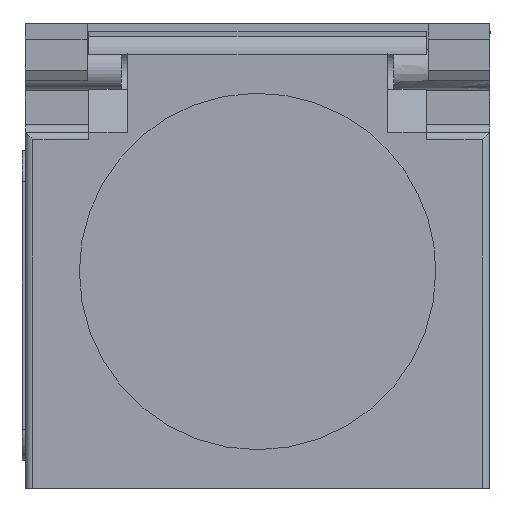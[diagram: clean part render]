
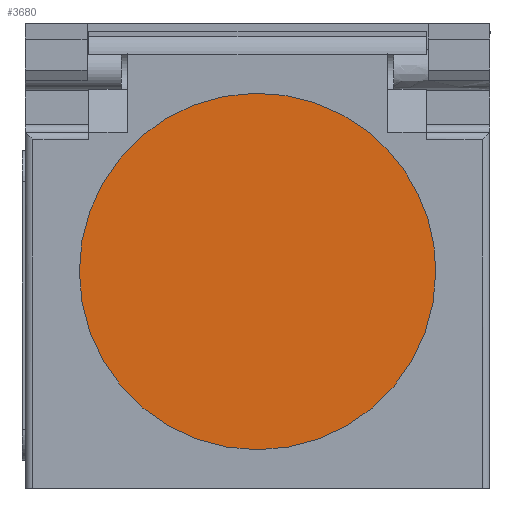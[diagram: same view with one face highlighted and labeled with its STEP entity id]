
A CAD part, front view. The second image highlights one B-rep face of the part: STEP entity #3680.
In plain terms, the highlighted planar face has unit normal (0, -1, 0).
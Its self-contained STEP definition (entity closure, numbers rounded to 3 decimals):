
#1775=CARTESIAN_POINT('',(26.502,0.,14.));
#1776=VERTEX_POINT('',#1775);
#1785=CARTESIAN_POINT('',(3.498,0.,14.));
#1786=VERTEX_POINT('',#1785);
#1787=CARTESIAN_POINT('',(15.0,0.,14.));
#1788=DIRECTION('',(0.0,-1.0,0.0));
#1789=DIRECTION('',(1.0,0.0,0.0));
#1790=AXIS2_PLACEMENT_3D('',#1787,#1788,#1789);
#1791=CIRCLE('',#1790,11.502);
#1792=EDGE_CURVE('',#1786,#1776,#1791,.T.);
#3651=CARTESIAN_POINT('',(22.162,0.,23.));
#3652=VERTEX_POINT('',#3651);
#3653=CARTESIAN_POINT('',(15.0,0.,14.));
#3654=DIRECTION('',(0.0,-1.0,0.0));
#3655=DIRECTION('',(1.0,0.0,0.0));
#3656=AXIS2_PLACEMENT_3D('',#3653,#3654,#3655);
#3657=CIRCLE('',#3656,11.502);
#3658=EDGE_CURVE('',#3652,#1786,#3657,.T.);
#3660=CARTESIAN_POINT('',(15.0,0.,14.));
#3661=DIRECTION('',(0.0,-1.0,0.0));
#3662=DIRECTION('',(1.0,0.0,0.0));
#3663=AXIS2_PLACEMENT_3D('',#3660,#3661,#3662);
#3664=CIRCLE('',#3663,11.502);
#3665=EDGE_CURVE('',#1776,#3652,#3664,.T.);
#3670=CARTESIAN_POINT('',(14.911,0.,4.125));
#3671=DIRECTION('',(0.0,-1.0,0.0));
#3672=DIRECTION('',(0.0,0.0,1.0));
#3673=AXIS2_PLACEMENT_3D('',#3670,#3671,#3672);
#3674=PLANE('',#3673);
#3675=ORIENTED_EDGE('',*,*,#3658,.T.);
#3676=ORIENTED_EDGE('',*,*,#1792,.T.);
#3677=ORIENTED_EDGE('',*,*,#3665,.T.);
#3678=EDGE_LOOP('',(#3675,#3676,#3677));
#3679=FACE_OUTER_BOUND('',#3678,.T.);
#3680=ADVANCED_FACE('',(#3679),#3674,.T.);
